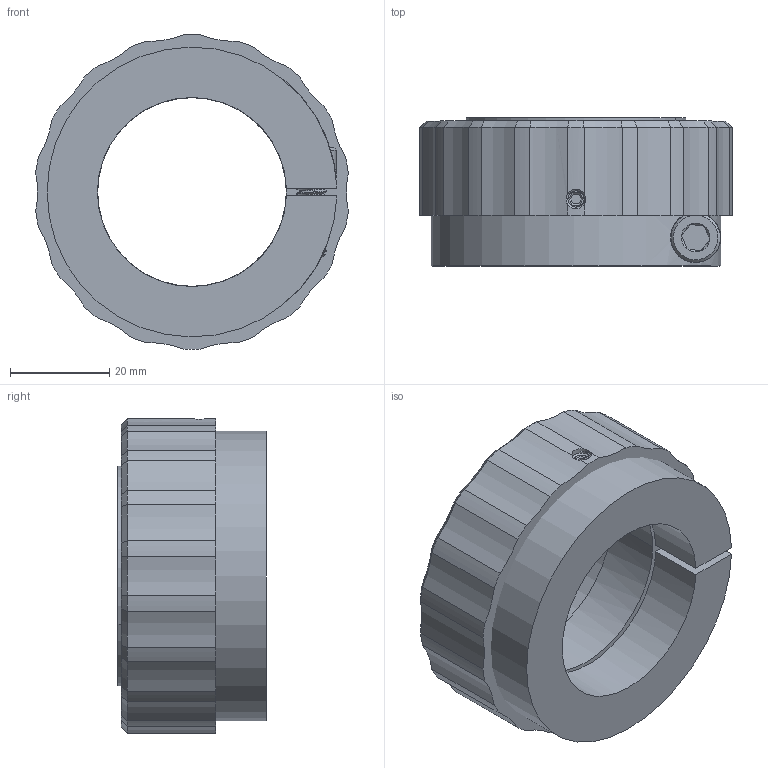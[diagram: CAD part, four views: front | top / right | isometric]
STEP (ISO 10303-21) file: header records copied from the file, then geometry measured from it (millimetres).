
FILE_DESCRIPTION((''),'2;1');
FILE_NAME('PSHAM_ASM','2021-04-29T',('Administrator'),(''),'CREO PARAMETRIC BY PTC INC, 2015290','CREO PARAMETRIC BY PTC INC, 2015290','');
FILE_SCHEMA(('CONFIG_CONTROL_DESIGN'));
Products named in the file (6): PSHAM_A1; SPACER_39_6X44_5X1_2; PSHAM_A2; M4X3_HSJ; M4X16_HM; PSHAM_ASM
Assembly tree (5 placements, depth 2):
  PSHAM_ASM
    PSHAM_A1
    SPACER_39_6X44_5X1_2
    PSHAM_A2
    M4X3_HSJ
    M4X16_HM
Bounding box: 63.03 x 29.84 x 63.5 mm (x, y, z)
Volume: 52014.5 mm3; surface area: 26443 mm2
Topology: 5 solids, 5 shells, 412 faces, 1118 edges, 719 vertices
Faces by surface type: cylinder 239, bspline 72, cone 61, plane 40
Entity records: 38614 total; most frequent: CARTESIAN_POINT 29276, ORIENTED_EDGE 2236, DIRECTION 1446, EDGE_CURVE 1118, VERTEX_POINT 719, B_SPLINE_CURVE_WITH_KNOTS 579, AXIS2_PLACEMENT_3D 556, EDGE_LOOP 429
